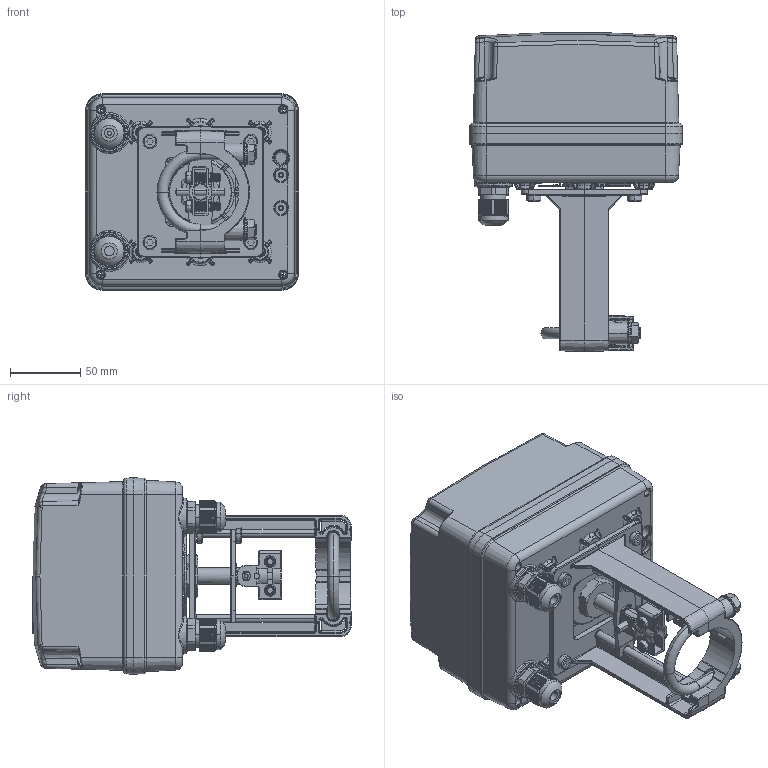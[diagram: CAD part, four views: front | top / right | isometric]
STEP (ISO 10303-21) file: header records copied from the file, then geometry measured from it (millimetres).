
FILE_DESCRIPTION (( 'STEP AP214' ), '1' );
FILE_NAME ('【0-0】VAJ3Nxx.DDxx-22系列执行器-1&2kN-54U-22-IP54-20231212.STEP', '2023-12-20T08:12:12', ( 'User' ), ( 'china' ), 'SwSTEP 2.0', 'SolidWorks 2013', '' );
FILE_SCHEMA (( 'AUTOMOTIVE_DESIGN' ));
Length unit declared in the file: millimetre
Products named in the file (1): 【0-0】VAJ3Nxx.DDxx-22系列执行器-1&2kN-54U-22-IP54-20231212
Bounding box: 152 x 227.5 x 140 mm (x, y, z)
Surface area: 161402.9 mm2 (no closed solid volume)
Topology: 0 solids, 44 shells, 1958 faces, 7495 edges, 5296 vertices
Faces by surface type: cylinder 618, plane 550, bspline 316, torus 220, cone 205, sphere 49
Entity records: 139746 total; most frequent: CARTESIAN_POINT 62234, ORIENTED_EDGE 11325, DIRECTION 10389, EDGE_CURVE 7456, VERTEX_POINT 5294, AXIS2_PLACEMENT_3D 3583, LINE 3223, VECTOR 3223
